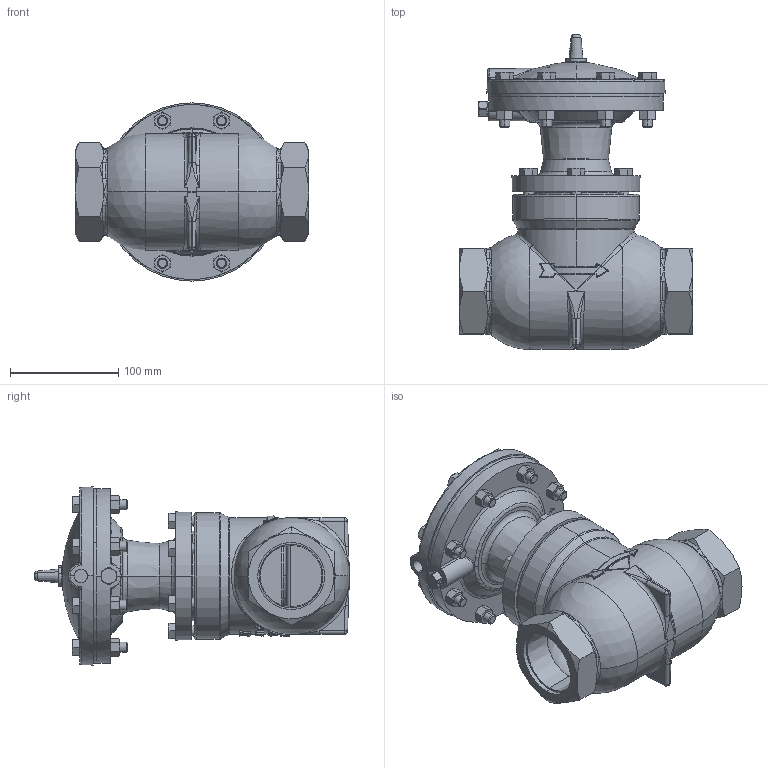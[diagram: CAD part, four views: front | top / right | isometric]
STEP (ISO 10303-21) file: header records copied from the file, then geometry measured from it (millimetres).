
FILE_DESCRIPTION (( 'STEP AP203' ), '1' );
FILE_NAME ('2 INCH 212 SMT DB PO D (EXI).STEP', '2019-06-24T17:49:31', ( '' ), ( '' ), 'SwSTEP 2.0', 'SolidWorks 2019', '' );
FILE_SCHEMA (( 'CONFIG_CONTROL_DESIGN' ));
Length unit declared in the file: inch
Products named in the file (1): 2 INCH 212 SMT DB PO D (EXI)
Bounding box: 215.9 x 291.58 x 165.04 mm (x, y, z)
Volume: 2308693.3 mm3; surface area: 272765 mm2
Topology: 1 solids, 3 shells, 1481 faces, 3682 edges, 2223 vertices
Faces by surface type: plane 517, bspline 277, cone 266, cylinder 260, torus 105, sphere 56
Entity records: 57213 total; most frequent: CARTESIAN_POINT 25480, ORIENTED_EDGE 7216, DIRECTION 5845, EDGE_CURVE 3608, AXIS2_PLACEMENT_3D 2352, VERTEX_POINT 2217, EDGE_LOOP 1577, ADVANCED_FACE 1481
